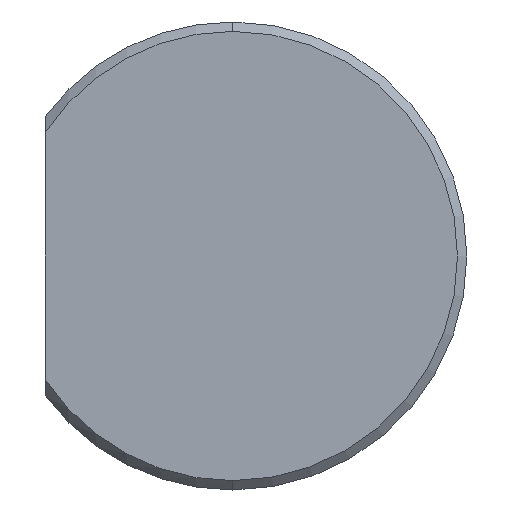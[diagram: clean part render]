
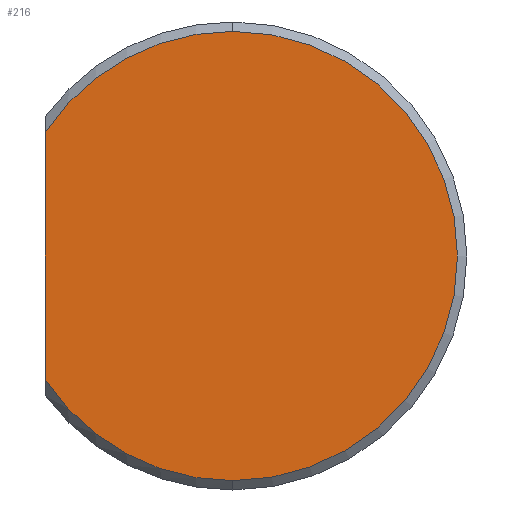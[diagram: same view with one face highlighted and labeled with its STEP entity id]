
A CAD part, front view. The second image highlights one B-rep face of the part: STEP entity #216.
In plain terms, the highlighted planar face has unit normal (0, -1, 0).
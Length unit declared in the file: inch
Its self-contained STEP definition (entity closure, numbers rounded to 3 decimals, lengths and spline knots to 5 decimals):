
#32 = VERTEX_POINT ( 'NONE', #248 ) ;
#40 = EDGE_CURVE ( 'NONE', #32, #328, #225, .T. ) ;
#44 = DIRECTION ( 'NONE',  ( 0., 0., 1. ) ) ;
#47 = EDGE_CURVE ( 'NONE', #328, #63, #61, .T. ) ;
#49 = VECTOR ( 'NONE', #127, 39.37008 ) ;
#55 = DIRECTION ( 'NONE',  ( 0., -1., 0. ) ) ;
#61 = CIRCLE ( 'NONE', #296, 0.11985 ) ;
#63 = VERTEX_POINT ( 'NONE', #233 ) ;
#80 = PLANE ( 'NONE',  #92 ) ;
#85 = EDGE_CURVE ( 'NONE', #343, #63, #153, .T. ) ;
#88 = DIRECTION ( 'NONE',  ( 0., -1., 0. ) ) ;
#89 = ORIENTED_EDGE ( 'NONE', *, *, #108, .T. ) ;
#92 = AXIS2_PLACEMENT_3D ( 'NONE', #253, #412, #243 ) ;
#96 = CARTESIAN_POINT ( 'NONE',  ( 0., 0., 0. ) ) ;
#102 = DIRECTION ( 'NONE',  ( 0., -1., 0. ) ) ;
#103 = EDGE_LOOP ( 'NONE', ( #293, #89, #410, #326 ) ) ;
#108 = EDGE_CURVE ( 'NONE', #343, #32, #392, .T. ) ;
#127 = DIRECTION ( 'NONE',  ( 0., 0., 1. ) ) ;
#153 = LINE ( 'NONE', #196, #49 ) ;
#177 = AXIS2_PLACEMENT_3D ( 'NONE', #96, #102, #214 ) ;
#189 = CARTESIAN_POINT ( 'NONE',  ( 0., 0., 0.11985 ) ) ;
#196 = CARTESIAN_POINT ( 'NONE',  ( -0.10015, 0., -0.07455 ) ) ;
#214 = DIRECTION ( 'NONE',  ( 0., 0., 1. ) ) ;
#216 = ADVANCED_FACE ( 'NONE', ( #371 ), #80, .F. ) ;
#225 = CIRCLE ( 'NONE', #302, 0.11985 ) ;
#233 = CARTESIAN_POINT ( 'NONE',  ( -0.10015, 0., 0.06583 ) ) ;
#243 = DIRECTION ( 'NONE',  ( 0., 0., 1. ) ) ;
#248 = CARTESIAN_POINT ( 'NONE',  ( 0., 0., -0.11985 ) ) ;
#253 = CARTESIAN_POINT ( 'NONE',  ( 0., 0., 0. ) ) ;
#265 = DIRECTION ( 'NONE',  ( 0., 0., 1. ) ) ;
#291 = CARTESIAN_POINT ( 'NONE',  ( 0., 0., 0. ) ) ;
#293 = ORIENTED_EDGE ( 'NONE', *, *, #85, .F. ) ;
#296 = AXIS2_PLACEMENT_3D ( 'NONE', #291, #55, #265 ) ;
#302 = AXIS2_PLACEMENT_3D ( 'NONE', #365, #88, #44 ) ;
#326 = ORIENTED_EDGE ( 'NONE', *, *, #47, .T. ) ;
#328 = VERTEX_POINT ( 'NONE', #189 ) ;
#343 = VERTEX_POINT ( 'NONE', #400 ) ;
#365 = CARTESIAN_POINT ( 'NONE',  ( 0., 0., 0. ) ) ;
#371 = FACE_OUTER_BOUND ( 'NONE', #103, .T. ) ;
#392 = CIRCLE ( 'NONE', #177, 0.11985 ) ;
#400 = CARTESIAN_POINT ( 'NONE',  ( -0.10015, 0., -0.06583 ) ) ;
#410 = ORIENTED_EDGE ( 'NONE', *, *, #40, .T. ) ;
#412 = DIRECTION ( 'NONE',  ( 0., 1., 0. ) ) ;
